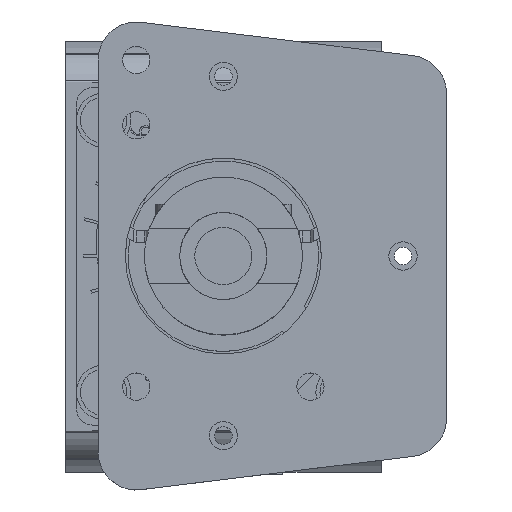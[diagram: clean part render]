
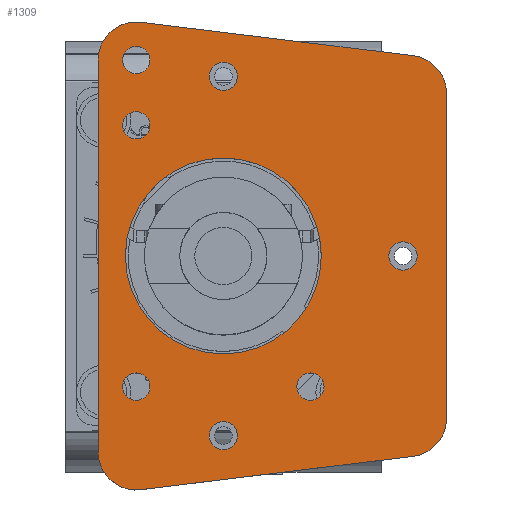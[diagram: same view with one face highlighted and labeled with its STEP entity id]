
A CAD part, top view. The second image highlights one B-rep face of the part: STEP entity #1309.
In plain terms, the highlighted planar face has unit normal (0, 0, 1).
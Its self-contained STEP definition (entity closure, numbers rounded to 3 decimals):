
#531=FACE_BOUND('',#2397,.T.);
#532=FACE_BOUND('',#2398,.T.);
#533=FACE_BOUND('',#2399,.T.);
#534=FACE_BOUND('',#2400,.T.);
#535=FACE_BOUND('',#2401,.T.);
#536=FACE_BOUND('',#2402,.T.);
#537=FACE_BOUND('',#2403,.T.);
#538=FACE_BOUND('',#2404,.T.);
#539=FACE_BOUND('',#2405,.T.);
#934=CIRCLE('',#7955,7.);
#935=CIRCLE('',#7958,7.);
#936=CIRCLE('',#7961,7.);
#937=CIRCLE('',#7964,7.);
#938=CIRCLE('',#7966,18.);
#939=CIRCLE('',#7968,2.5);
#940=CIRCLE('',#7970,2.6);
#941=CIRCLE('',#7972,2.5);
#942=CIRCLE('',#7974,2.6);
#943=CIRCLE('',#7976,2.6);
#944=CIRCLE('',#7978,2.5);
#945=CIRCLE('',#7980,2.5);
#1309=ADVANCED_FACE('',(#531,#532,#533,#534,#535,#536,#537,#538,#539),#1640,
 .T.);
#1640=PLANE('',#7982);
#2397=EDGE_LOOP('',(#4077));
#2398=EDGE_LOOP('',(#4078));
#2399=EDGE_LOOP('',(#4079));
#2400=EDGE_LOOP('',(#4080));
#2401=EDGE_LOOP('',(#4081));
#2402=EDGE_LOOP('',(#4082));
#2403=EDGE_LOOP('',(#4083));
#2404=EDGE_LOOP('',(#4084,#4085,#4086,#4087,#4088,#4089,#4090,#4091));
#2405=EDGE_LOOP('',(#4092));
#4077=ORIENTED_EDGE('',*,*,#6083,.F.);
#4078=ORIENTED_EDGE('',*,*,#6082,.F.);
#4079=ORIENTED_EDGE('',*,*,#6081,.F.);
#4080=ORIENTED_EDGE('',*,*,#6080,.F.);
#4081=ORIENTED_EDGE('',*,*,#6079,.F.);
#4082=ORIENTED_EDGE('',*,*,#6078,.F.);
#4083=ORIENTED_EDGE('',*,*,#6077,.F.);
#4084=ORIENTED_EDGE('',*,*,#6061,.T.);
#4085=ORIENTED_EDGE('',*,*,#6064,.T.);
#4086=ORIENTED_EDGE('',*,*,#6066,.T.);
#4087=ORIENTED_EDGE('',*,*,#6068,.T.);
#4088=ORIENTED_EDGE('',*,*,#6070,.T.);
#4089=ORIENTED_EDGE('',*,*,#6072,.T.);
#4090=ORIENTED_EDGE('',*,*,#6074,.T.);
#4091=ORIENTED_EDGE('',*,*,#6075,.T.);
#4092=ORIENTED_EDGE('',*,*,#6076,.F.);
#5160=VERTEX_POINT('',#13255);
#5161=VERTEX_POINT('',#13257);
#5162=VERTEX_POINT('',#13261);
#5163=VERTEX_POINT('',#13265);
#5164=VERTEX_POINT('',#13269);
#5165=VERTEX_POINT('',#13273);
#5166=VERTEX_POINT('',#13277);
#5167=VERTEX_POINT('',#13281);
#5168=VERTEX_POINT('',#13287);
#5169=VERTEX_POINT('',#13290);
#5170=VERTEX_POINT('',#13293);
#5171=VERTEX_POINT('',#13296);
#5172=VERTEX_POINT('',#13299);
#5173=VERTEX_POINT('',#13302);
#5174=VERTEX_POINT('',#13305);
#5175=VERTEX_POINT('',#13308);
#6061=EDGE_CURVE('',#5161,#5160,#6717,.T.);
#6064=EDGE_CURVE('',#5160,#5162,#934,.T.);
#6066=EDGE_CURVE('',#5162,#5163,#6721,.T.);
#6068=EDGE_CURVE('',#5163,#5164,#935,.T.);
#6070=EDGE_CURVE('',#5164,#5165,#6724,.T.);
#6072=EDGE_CURVE('',#5165,#5166,#936,.T.);
#6074=EDGE_CURVE('',#5166,#5167,#6727,.T.);
#6075=EDGE_CURVE('',#5167,#5161,#937,.T.);
#6076=EDGE_CURVE('',#5168,#5168,#938,.T.);
#6077=EDGE_CURVE('',#5169,#5169,#939,.T.);
#6078=EDGE_CURVE('',#5170,#5170,#940,.T.);
#6079=EDGE_CURVE('',#5171,#5171,#941,.T.);
#6080=EDGE_CURVE('',#5172,#5172,#942,.T.);
#6081=EDGE_CURVE('',#5173,#5173,#943,.T.);
#6082=EDGE_CURVE('',#5174,#5174,#944,.T.);
#6083=EDGE_CURVE('',#5175,#5175,#945,.T.);
#6717=LINE('',#13256,#7304);
#6721=LINE('',#13266,#7308);
#6724=LINE('',#13274,#7311);
#6727=LINE('',#13282,#7314);
#7304=VECTOR('',#9716,1.);
#7308=VECTOR('',#9726,1.);
#7311=VECTOR('',#9735,1.);
#7314=VECTOR('',#9744,1.);
#7955=AXIS2_PLACEMENT_3D('',#13262,#9721,#9722);
#7958=AXIS2_PLACEMENT_3D('',#13270,#9730,#9731);
#7961=AXIS2_PLACEMENT_3D('',#13278,#9739,#9740);
#7964=AXIS2_PLACEMENT_3D('',#13284,#9747,#9748);
#7966=AXIS2_PLACEMENT_3D('',#13286,#9751,#9752);
#7968=AXIS2_PLACEMENT_3D('',#13289,#9755,#9756);
#7970=AXIS2_PLACEMENT_3D('',#13292,#9759,#9760);
#7972=AXIS2_PLACEMENT_3D('',#13295,#9763,#9764);
#7974=AXIS2_PLACEMENT_3D('',#13298,#9767,#9768);
#7976=AXIS2_PLACEMENT_3D('',#13301,#9771,#9772);
#7978=AXIS2_PLACEMENT_3D('',#13304,#9775,#9776);
#7980=AXIS2_PLACEMENT_3D('',#13307,#9779,#9780);
#7982=AXIS2_PLACEMENT_3D('',#13310,#9783,#9784);
#9716=DIRECTION('',(0.,-1.,0.));
#9721=DIRECTION('',(0.,0.,1.));
#9722=DIRECTION('',(0.,1.,0.));
#9726=DIRECTION('',(0.993,0.122,0.));
#9730=DIRECTION('',(0.,0.,1.));
#9731=DIRECTION('',(0.,1.,0.));
#9735=DIRECTION('',(0.,1.,0.));
#9739=DIRECTION('',(0.,0.,1.));
#9740=DIRECTION('',(0.,-1.,0.));
#9744=DIRECTION('',(-0.993,0.122,0.));
#9747=DIRECTION('',(0.,0.,1.));
#9748=DIRECTION('',(0.,-1.,0.));
#9751=DIRECTION('',(0.,0.,1.));
#9752=DIRECTION('',(0.,-1.,0.));
#9755=DIRECTION('',(0.,0.,1.));
#9756=DIRECTION('',(0.,-1.,0.));
#9759=DIRECTION('',(0.,0.,1.));
#9760=DIRECTION('',(0.,-1.,0.));
#9763=DIRECTION('',(0.,0.,1.));
#9764=DIRECTION('',(0.,-1.,0.));
#9767=DIRECTION('',(0.,0.,1.));
#9768=DIRECTION('',(0.,-1.,0.));
#9771=DIRECTION('',(0.,0.,1.));
#9772=DIRECTION('',(0.,-1.,0.));
#9775=DIRECTION('',(0.,0.,1.));
#9776=DIRECTION('',(0.,-1.,0.));
#9779=DIRECTION('',(0.,0.,1.));
#9780=DIRECTION('',(0.,-1.,0.));
#9783=DIRECTION('',(0.,0.,1.));
#9784=DIRECTION('',(0.,-1.,0.));
#13255=CARTESIAN_POINT('',(-52.,-36.,89.7));
#13256=CARTESIAN_POINT('',(-52.,36.,89.7));
#13257=CARTESIAN_POINT('',(-52.,36.,89.7));
#13261=CARTESIAN_POINT('',(-44.147,-42.948,89.7));
#13262=CARTESIAN_POINT('',(-45.,-36.,89.7));
#13265=CARTESIAN_POINT('',(5.853,-36.809,89.7));
#13266=CARTESIAN_POINT('',(-44.147,-42.948,89.7));
#13269=CARTESIAN_POINT('',(12.,-29.861,89.7));
#13270=CARTESIAN_POINT('',(5.,-29.861,89.7));
#13273=CARTESIAN_POINT('',(12.,29.861,89.7));
#13274=CARTESIAN_POINT('',(12.,-29.861,89.7));
#13277=CARTESIAN_POINT('',(5.853,36.809,89.7));
#13278=CARTESIAN_POINT('',(5.,29.861,89.7));
#13281=CARTESIAN_POINT('',(-44.147,42.948,89.7));
#13282=CARTESIAN_POINT('',(5.853,36.809,89.7));
#13284=CARTESIAN_POINT('',(-45.,36.,89.7));
#13286=CARTESIAN_POINT('',(-29.,0.,89.7));
#13287=CARTESIAN_POINT('',(-29.,-18.,89.7));
#13289=CARTESIAN_POINT('',(-45.,-24.,89.7));
#13290=CARTESIAN_POINT('',(-45.,-26.5,89.7));
#13292=CARTESIAN_POINT('',(-29.,-33.009,89.7));
#13293=CARTESIAN_POINT('',(-29.,-35.609,89.7));
#13295=CARTESIAN_POINT('',(-13.,-24.,89.7));
#13296=CARTESIAN_POINT('',(-13.,-26.5,89.7));
#13298=CARTESIAN_POINT('',(4.009,0.,89.7));
#13299=CARTESIAN_POINT('',(4.009,-2.6,89.7));
#13301=CARTESIAN_POINT('',(-29.,33.009,89.7));
#13302=CARTESIAN_POINT('',(-29.,30.409,89.7));
#13304=CARTESIAN_POINT('',(-45.,24.,89.7));
#13305=CARTESIAN_POINT('',(-45.,21.5,89.7));
#13307=CARTESIAN_POINT('',(-45.,36.,89.7));
#13308=CARTESIAN_POINT('',(-45.,33.5,89.7));
#13310=CARTESIAN_POINT('',(-17.293,22.293,89.7));
